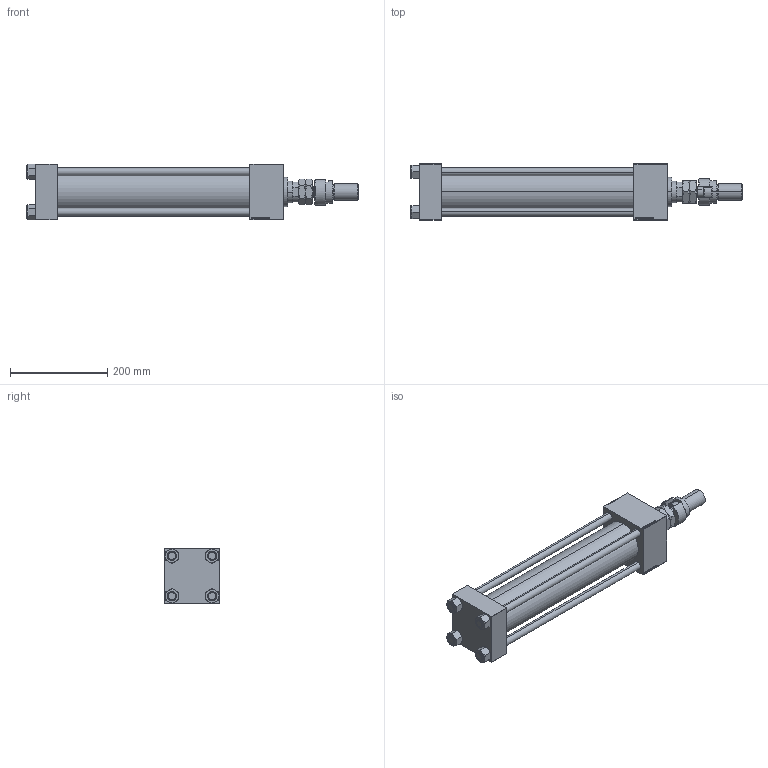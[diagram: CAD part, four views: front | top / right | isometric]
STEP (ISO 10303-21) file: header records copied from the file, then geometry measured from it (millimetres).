
FILE_DESCRIPTION (( 'STEP AP203' ), '1' );
FILE_NAME ('52a5.STEP', '2022-04-15T06:03:25', ( '' ), ( '' ), 'SwSTEP 2.0', 'SolidWorks 2019', '' );
FILE_SCHEMA (( 'CONFIG_CONTROL_DESIGN' ));
Length unit declared in the file: millimetre
Products named in the file (9): MFA 31a6586d0c275cd0407f82d22f1ee0ff; V215CR_C_Body 31a6586d0c275cd0407f82d22f1ee0ff; 52a5; DFA 31a6586d0c275cd0407f82d22f1ee0ff; V215CR_VCP_C 31a6586d0c275cd0407f82d22f1ee0ff; V215CR_C_TYCINKA 31a6586d0c275cd0407f82d22f1ee0ff; NUT_M5_C 31a6586d0c275cd0407f82d22f1ee0ff; FEMALE_PART_FOR_DFA 31a6586d0c275cd0407f82d22f1ee0ff; V215_VC_A 31a6586d0c275cd0407f82d22f1ee0ff
Assembly tree (14 placements, depth 3):
  52a5
    V215CR_C_Body 31a6586d0c275cd0407f82d22f1ee0ff
    V215CR_VCP_C 31a6586d0c275cd0407f82d22f1ee0ff
    NUT_M5_C 31a6586d0c275cd0407f82d22f1ee0ff  x4
    V215CR_C_TYCINKA 31a6586d0c275cd0407f82d22f1ee0ff  x4
    V215_VC_A 31a6586d0c275cd0407f82d22f1ee0ff
    DFA 31a6586d0c275cd0407f82d22f1ee0ff
      FEMALE_PART_FOR_DFA 31a6586d0c275cd0407f82d22f1ee0ff
      MFA 31a6586d0c275cd0407f82d22f1ee0ff
Bounding box: 682 x 115 x 115 mm (x, y, z)
Volume: 3030161.8 mm3; surface area: 589819.9 mm2
Topology: 13 solids, 13 shells, 1288 faces, 3218 edges, 2079 vertices
Faces by surface type: plane 604, bspline 392, cone 176, cylinder 104, torus 12
Entity records: 53725 total; most frequent: CARTESIAN_POINT 28048, ORIENTED_EDGE 5700, DIRECTION 3786, EDGE_CURVE 2850, VERTEX_POINT 1857, LINE 1676, VECTOR 1676, EDGE_LOOP 1267
